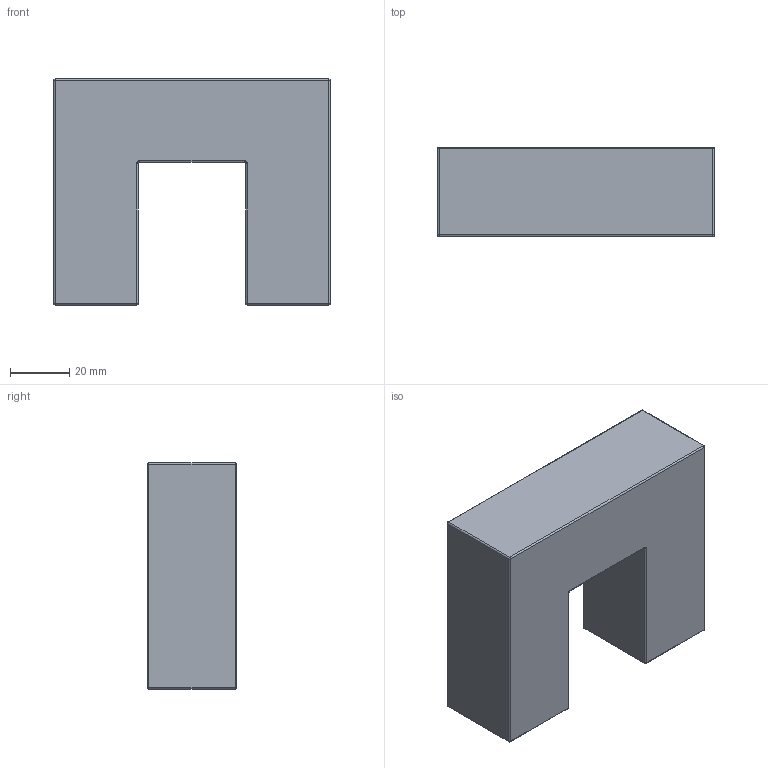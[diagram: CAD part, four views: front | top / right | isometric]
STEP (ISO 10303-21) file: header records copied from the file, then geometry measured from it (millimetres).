
FILE_DESCRIPTION (( 'STEP AP214' ), '1' );
FILE_NAME ('UU93.step', '2018-04-25T18:35:24', ( '' ), ( '' ), 'SwSTEP 2.0', 'SolidWorks 2017', '' );
FILE_SCHEMA (( 'AUTOMOTIVE_DESIGN' ));
Length unit declared in the file: millimetre
Products named in the file (1): UU93
Bounding box: 93 x 30 x 76 mm (x, y, z)
Volume: 159859.3 mm3; surface area: 23443.1 mm2
Topology: 1 solids, 1 shells, 50 faces, 112 edges, 52 vertices
Faces by surface type: cylinder 24, sphere 12, plane 10, torus 4
Entity records: 1298 total; most frequent: DIRECTION 254, CARTESIAN_POINT 203, ORIENTED_EDGE 200, AXIS2_PLACEMENT_3D 103, EDGE_CURVE 100, VERTEX_POINT 52, CIRCLE 52, FACE_OUTER_BOUND 50
